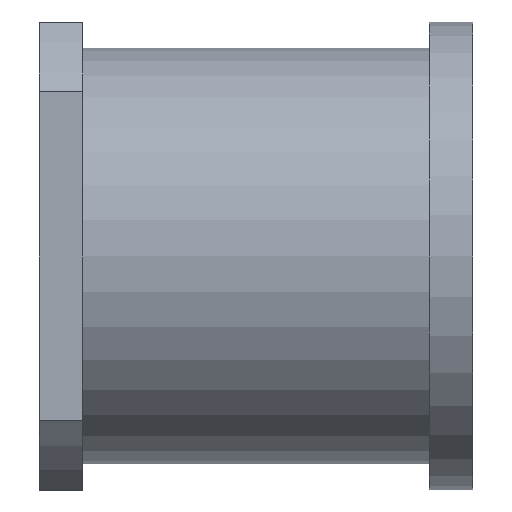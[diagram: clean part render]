
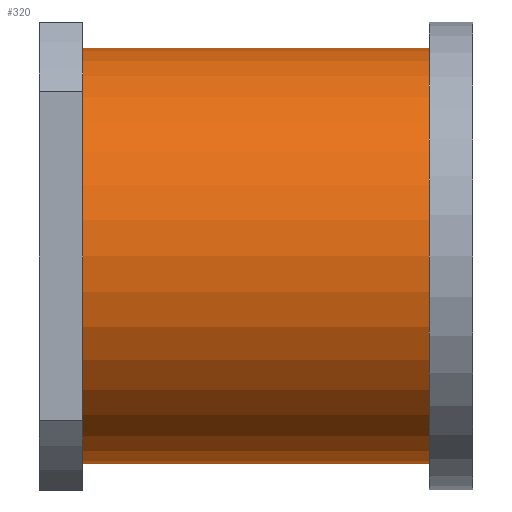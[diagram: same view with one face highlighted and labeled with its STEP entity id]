
A CAD part, front view. The second image highlights one B-rep face of the part: STEP entity #320.
In plain terms, the highlighted cylindrical face has radius 2.4 mm (diameter 4.8 mm), a full revolution.
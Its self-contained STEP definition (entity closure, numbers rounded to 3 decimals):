
#68=FACE_BOUND('',#108,.T.);
#82=FACE_OUTER_BOUND('',#107,.T.);
#107=EDGE_LOOP('',(#235));
#108=EDGE_LOOP('',(#236));
#145=CIRCLE('',#350,2.4);
#146=CIRCLE('',#351,2.4);
#167=VERTEX_POINT('',#509);
#168=VERTEX_POINT('',#511);
#197=EDGE_CURVE('',#167,#167,#145,.T.);
#198=EDGE_CURVE('',#168,#168,#146,.T.);
#235=ORIENTED_EDGE('',*,*,#197,.F.);
#236=ORIENTED_EDGE('',*,*,#198,.F.);
#310=CYLINDRICAL_SURFACE('',#349,2.4);
#320=ADVANCED_FACE('',(#82,#68),#310,.T.);
#349=AXIS2_PLACEMENT_3D('',#508,#400,#401);
#350=AXIS2_PLACEMENT_3D('',#510,#402,#403);
#351=AXIS2_PLACEMENT_3D('',#512,#404,#405);
#400=DIRECTION('center_axis',(1.,0.,0.));
#401=DIRECTION('ref_axis',(0.,1.,0.));
#402=DIRECTION('center_axis',(-1.,0.,0.));
#403=DIRECTION('ref_axis',(0.,1.,0.));
#404=DIRECTION('center_axis',(1.,0.,0.));
#405=DIRECTION('ref_axis',(0.,1.,0.));
#508=CARTESIAN_POINT('Origin',(0.25,0.,2.7));
#509=CARTESIAN_POINT('',(-2.,2.4,2.7));
#510=CARTESIAN_POINT('Origin',(-2.,0.,2.7));
#511=CARTESIAN_POINT('',(2.,-2.4,2.7));
#512=CARTESIAN_POINT('Origin',(2.,0.,2.7));
